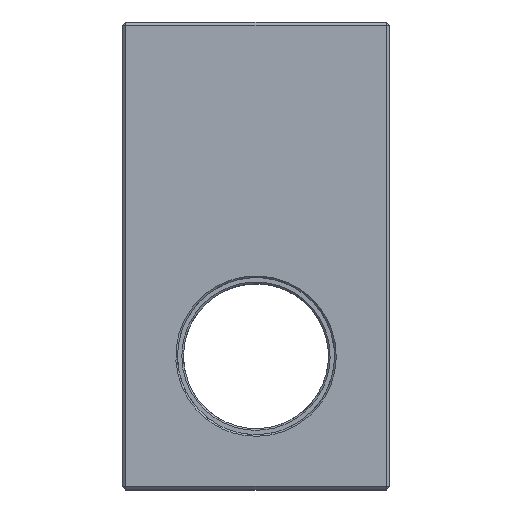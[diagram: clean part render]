
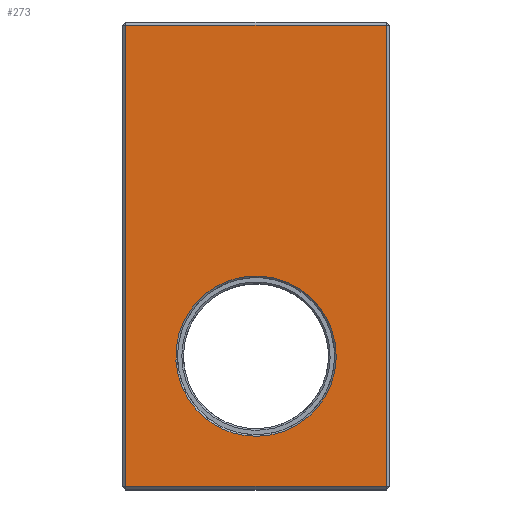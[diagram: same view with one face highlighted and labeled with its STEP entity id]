
A CAD part, top view. The second image highlights one B-rep face of the part: STEP entity #273.
In plain terms, the highlighted free-form (B-spline) face has degree [1, 1] with [2, 2] control points.
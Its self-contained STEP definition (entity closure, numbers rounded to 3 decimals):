
#218 = VERTEX_POINT('',#219);
#219 = CARTESIAN_POINT('',(26.354,-32.943,
    54.904));
#245 = EDGE_CURVE('',#218,#218,#246,.T.);
#246 = ( BOUNDED_CURVE() B_SPLINE_CURVE(2,(#247,#248,#249,#250,#251,#252
,#253),.UNSPECIFIED.,.T.,.F.) B_SPLINE_CURVE_WITH_KNOTS((3,2,2,3),(
    3.142,5.236,7.33,9.425),
.PIECEWISE_BEZIER_KNOTS.) CURVE() GEOMETRIC_REPRESENTATION_ITEM() 
RATIONAL_B_SPLINE_CURVE((1.,0.5,1.,0.5,1.,0.5,1.)) REPRESENTATION_ITEM(
  '') );
#247 = CARTESIAN_POINT('',(26.354,-32.943,
    54.904));
#248 = CARTESIAN_POINT('',(26.354,12.704,
    54.904));
#249 = CARTESIAN_POINT('',(-13.177,-10.119,
    54.904));
#250 = CARTESIAN_POINT('',(-52.708,-32.943,
    54.904));
#251 = CARTESIAN_POINT('',(-13.177,-55.766,
    54.904));
#252 = CARTESIAN_POINT('',(26.354,-78.589,
    54.904));
#253 = CARTESIAN_POINT('',(26.354,-32.943,
    54.904));
#273 = ADVANCED_FACE('',(#274,#304),#307,.T.);
#274 = FACE_BOUND('',#275,.T.);
#275 = EDGE_LOOP('',(#276,#285,#292,#299));
#276 = ORIENTED_EDGE('',*,*,#277,.F.);
#277 = EDGE_CURVE('',#278,#280,#282,.T.);
#278 = VERTEX_POINT('',#279);
#279 = CARTESIAN_POINT('',(42.825,-75.768,
    54.904));
#280 = VERTEX_POINT('',#281);
#281 = CARTESIAN_POINT('',(-42.825,-75.768,
    54.904));
#282 = B_SPLINE_CURVE_WITH_KNOTS('',1,(#283,#284),.UNSPECIFIED.,.F.,.F.,
  (2,2),(-39.,39.),.PIECEWISE_BEZIER_KNOTS.);
#283 = CARTESIAN_POINT('',(42.825,-75.768,
    54.904));
#284 = CARTESIAN_POINT('',(-42.825,-75.768,
    54.904));
#285 = ORIENTED_EDGE('',*,*,#286,.F.);
#286 = EDGE_CURVE('',#287,#278,#289,.T.);
#287 = VERTEX_POINT('',#288);
#288 = CARTESIAN_POINT('',(42.825,75.768,
    54.904));
#289 = B_SPLINE_CURVE_WITH_KNOTS('',1,(#290,#291),.UNSPECIFIED.,.F.,.F.,
  (2,2),(-97.75,40.25),.PIECEWISE_BEZIER_KNOTS.);
#290 = CARTESIAN_POINT('',(42.825,75.768,
    54.904));
#291 = CARTESIAN_POINT('',(42.825,-75.768,
    54.904));
#292 = ORIENTED_EDGE('',*,*,#293,.F.);
#293 = EDGE_CURVE('',#294,#287,#296,.T.);
#294 = VERTEX_POINT('',#295);
#295 = CARTESIAN_POINT('',(-42.825,75.768,
    54.904));
#296 = B_SPLINE_CURVE_WITH_KNOTS('',1,(#297,#298),.UNSPECIFIED.,.F.,.F.,
  (2,2),(-39.,39.),.PIECEWISE_BEZIER_KNOTS.);
#297 = CARTESIAN_POINT('',(-42.825,75.768,
    54.904));
#298 = CARTESIAN_POINT('',(42.825,75.768,
    54.904));
#299 = ORIENTED_EDGE('',*,*,#300,.F.);
#300 = EDGE_CURVE('',#280,#294,#301,.T.);
#301 = B_SPLINE_CURVE_WITH_KNOTS('',1,(#302,#303),.UNSPECIFIED.,.F.,.F.,
  (2,2),(-40.25,97.75),.PIECEWISE_BEZIER_KNOTS.);
#302 = CARTESIAN_POINT('',(-42.825,-75.768,
    54.904));
#303 = CARTESIAN_POINT('',(-42.825,75.768,
    54.904));
#304 = FACE_BOUND('',#305,.T.);
#305 = EDGE_LOOP('',(#306));
#306 = ORIENTED_EDGE('',*,*,#245,.F.);
#307 = B_SPLINE_SURFACE_WITH_KNOTS('',1,1,(
    (#308,#309)
    ,(#310,#311
    )),.UNSPECIFIED.,.F.,.F.,.F.,(2,2),(2,2),(-39.,39.),(1.,139.),
  .PIECEWISE_BEZIER_KNOTS.);
#308 = CARTESIAN_POINT('',(-42.825,-75.768,
    54.904));
#309 = CARTESIAN_POINT('',(-42.825,75.768,
    54.904));
#310 = CARTESIAN_POINT('',(42.825,-75.768,
    54.904));
#311 = CARTESIAN_POINT('',(42.825,75.768,
    54.904));
